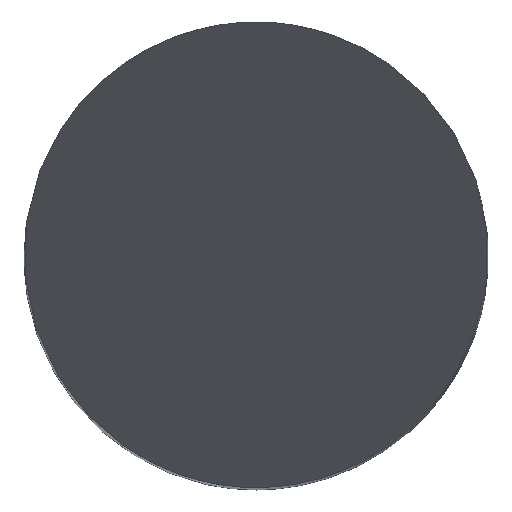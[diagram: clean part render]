
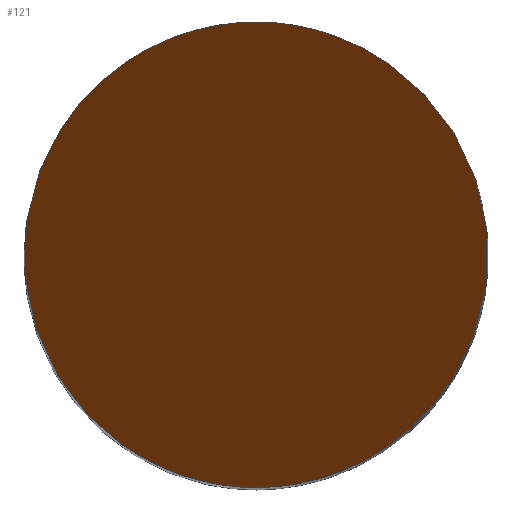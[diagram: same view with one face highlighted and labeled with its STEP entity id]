
A CAD part, top view. The second image highlights one B-rep face of the part: STEP entity #121.
In plain terms, the highlighted planar face has unit normal (0, -0.866, 0.5).
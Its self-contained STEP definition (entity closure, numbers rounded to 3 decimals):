
#121=ADVANCED_FACE('',(#165),#130,.F.);
#130=PLANE('',#700);
#165=FACE_OUTER_BOUND('',#200,.T.);
#200=EDGE_LOOP('',(#403,#404));
#403=ORIENTED_EDGE('',*,*,#479,.T.);
#404=ORIENTED_EDGE('',*,*,#484,.T.);
#415=VERTEX_POINT('',#978);
#418=VERTEX_POINT('',#1013);
#479=EDGE_CURVE('',#415,#418,#612,.T.);
#484=EDGE_CURVE('',#418,#415,#613,.T.);
#612=(
BOUNDED_CURVE()
B_SPLINE_CURVE(3,(#1014,#1015,#1016,#1017),.UNSPECIFIED.,.F.,.F.)
B_SPLINE_CURVE_WITH_KNOTS((4,4),(0.,1.),.UNSPECIFIED.)
CURVE()
GEOMETRIC_REPRESENTATION_ITEM()
RATIONAL_B_SPLINE_CURVE((1.,0.333,0.333,1.))
REPRESENTATION_ITEM('')
);
#613=(
BOUNDED_CURVE()
B_SPLINE_CURVE(3,(#1032,#1033,#1034,#1035),.UNSPECIFIED.,.F.,.F.)
B_SPLINE_CURVE_WITH_KNOTS((4,4),(0.,1.),.UNSPECIFIED.)
CURVE()
GEOMETRIC_REPRESENTATION_ITEM()
RATIONAL_B_SPLINE_CURVE((1.,0.333,0.333,1.))
REPRESENTATION_ITEM('')
);
#700=AXIS2_PLACEMENT_3D('',#1362,#830,#831);
#830=DIRECTION('',(0.,0.866,-0.5));
#831=DIRECTION('',(0.,0.5,0.866));
#978=CARTESIAN_POINT('',(0.,-2.,-3.464));
#1013=CARTESIAN_POINT('',(0.,2.,3.464));
#1014=CARTESIAN_POINT('',(0.,-2.,-3.464));
#1015=CARTESIAN_POINT('',(4.,-2.,-3.464));
#1016=CARTESIAN_POINT('',(4.,2.,3.464));
#1017=CARTESIAN_POINT('',(0.,2.,3.464));
#1032=CARTESIAN_POINT('',(0.,2.,3.464));
#1033=CARTESIAN_POINT('',(-4.,2.,3.464));
#1034=CARTESIAN_POINT('',(-4.,-2.,-3.464));
#1035=CARTESIAN_POINT('',(0.,-2.,-3.464));
#1362=CARTESIAN_POINT('',(-2.,2.,3.464));
